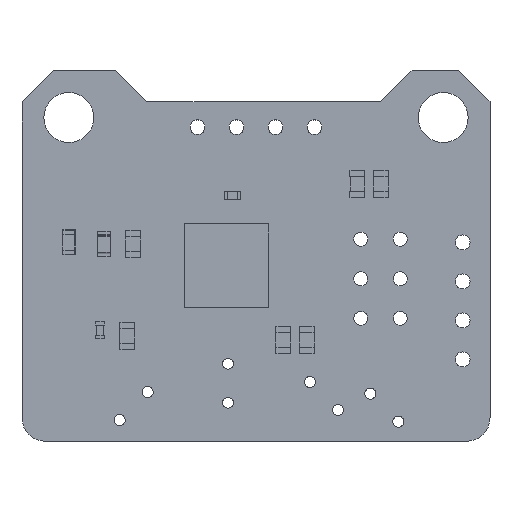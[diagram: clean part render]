
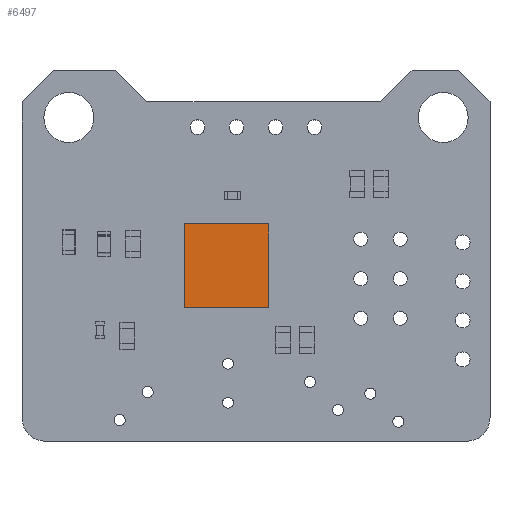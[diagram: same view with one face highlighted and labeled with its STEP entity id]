
A CAD part, top view. The second image highlights one B-rep face of the part: STEP entity #6497.
In plain terms, the highlighted planar face has unit normal (0, 0, 1).
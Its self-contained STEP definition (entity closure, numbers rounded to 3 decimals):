
#6183 = VERTEX_POINT('',#6184);
#6184 = CARTESIAN_POINT('',(-2.7,2.675,2.11));
#6191 = PLANE('',#6192);
#6192 = AXIS2_PLACEMENT_3D('',#6193,#6194,#6195);
#6193 = CARTESIAN_POINT('',(-2.7,2.675,0.));
#6194 = DIRECTION('',(1.,0.,0.));
#6195 = DIRECTION('',(0.,-1.,0.));
#6203 = PLANE('',#6204);
#6204 = AXIS2_PLACEMENT_3D('',#6205,#6206,#6207);
#6205 = CARTESIAN_POINT('',(2.7,2.675,0.));
#6206 = DIRECTION('',(0.,-1.,0.));
#6207 = DIRECTION('',(-1.,0.,0.));
#6215 = EDGE_CURVE('',#6183,#6216,#6218,.T.);
#6216 = VERTEX_POINT('',#6217);
#6217 = CARTESIAN_POINT('',(-2.7,-2.675,2.11));
#6218 = SURFACE_CURVE('',#6219,(#6223,#6230),.PCURVE_S1.);
#6219 = LINE('',#6220,#6221);
#6220 = CARTESIAN_POINT('',(-2.7,2.675,2.11));
#6221 = VECTOR('',#6222,1.);
#6222 = DIRECTION('',(0.,-1.,0.));
#6223 = PCURVE('',#6191,#6224);
#6224 = DEFINITIONAL_REPRESENTATION('',(#6225),#6229);
#6225 = LINE('',#6226,#6227);
#6226 = CARTESIAN_POINT('',(0.,-2.11));
#6227 = VECTOR('',#6228,1.);
#6228 = DIRECTION('',(1.,0.));
#6229 = ( GEOMETRIC_REPRESENTATION_CONTEXT(2) 
PARAMETRIC_REPRESENTATION_CONTEXT() REPRESENTATION_CONTEXT('2D SPACE',''
  ) );
#6230 = PCURVE('',#6231,#6236);
#6231 = PLANE('',#6232);
#6232 = AXIS2_PLACEMENT_3D('',#6233,#6234,#6235);
#6233 = CARTESIAN_POINT('',(-2.7,2.675,2.11));
#6234 = DIRECTION('',(0.,0.,-1.));
#6235 = DIRECTION('',(-1.,0.,0.));
#6236 = DEFINITIONAL_REPRESENTATION('',(#6237),#6241);
#6237 = LINE('',#6238,#6239);
#6238 = CARTESIAN_POINT('',(0.,0.));
#6239 = VECTOR('',#6240,1.);
#6240 = DIRECTION('',(0.,-1.));
#6241 = ( GEOMETRIC_REPRESENTATION_CONTEXT(2) 
PARAMETRIC_REPRESENTATION_CONTEXT() REPRESENTATION_CONTEXT('2D SPACE',''
  ) );
#6259 = PLANE('',#6260);
#6260 = AXIS2_PLACEMENT_3D('',#6261,#6262,#6263);
#6261 = CARTESIAN_POINT('',(-2.7,-2.675,0.));
#6262 = DIRECTION('',(0.,1.,0.));
#6263 = DIRECTION('',(1.,0.,0.));
#6301 = EDGE_CURVE('',#6216,#6302,#6304,.T.);
#6302 = VERTEX_POINT('',#6303);
#6303 = CARTESIAN_POINT('',(2.7,-2.675,2.11));
#6304 = SURFACE_CURVE('',#6305,(#6309,#6316),.PCURVE_S1.);
#6305 = LINE('',#6306,#6307);
#6306 = CARTESIAN_POINT('',(-2.7,-2.675,2.11));
#6307 = VECTOR('',#6308,1.);
#6308 = DIRECTION('',(1.,0.,0.));
#6309 = PCURVE('',#6259,#6310);
#6310 = DEFINITIONAL_REPRESENTATION('',(#6311),#6315);
#6311 = LINE('',#6312,#6313);
#6312 = CARTESIAN_POINT('',(0.,-2.11));
#6313 = VECTOR('',#6314,1.);
#6314 = DIRECTION('',(1.,0.));
#6315 = ( GEOMETRIC_REPRESENTATION_CONTEXT(2) 
PARAMETRIC_REPRESENTATION_CONTEXT() REPRESENTATION_CONTEXT('2D SPACE',''
  ) );
#6316 = PCURVE('',#6231,#6317);
#6317 = DEFINITIONAL_REPRESENTATION('',(#6318),#6322);
#6318 = LINE('',#6319,#6320);
#6319 = CARTESIAN_POINT('',(0.,-5.35));
#6320 = VECTOR('',#6321,1.);
#6321 = DIRECTION('',(-1.,0.));
#6322 = ( GEOMETRIC_REPRESENTATION_CONTEXT(2) 
PARAMETRIC_REPRESENTATION_CONTEXT() REPRESENTATION_CONTEXT('2D SPACE',''
  ) );
#6340 = PLANE('',#6341);
#6341 = AXIS2_PLACEMENT_3D('',#6342,#6343,#6344);
#6342 = CARTESIAN_POINT('',(2.7,-2.675,0.));
#6343 = DIRECTION('',(-1.,0.,0.));
#6344 = DIRECTION('',(0.,1.,0.));
#6377 = EDGE_CURVE('',#6302,#6378,#6380,.T.);
#6378 = VERTEX_POINT('',#6379);
#6379 = CARTESIAN_POINT('',(2.7,2.675,2.11));
#6380 = SURFACE_CURVE('',#6381,(#6385,#6392),.PCURVE_S1.);
#6381 = LINE('',#6382,#6383);
#6382 = CARTESIAN_POINT('',(2.7,-2.675,2.11));
#6383 = VECTOR('',#6384,1.);
#6384 = DIRECTION('',(0.,1.,0.));
#6385 = PCURVE('',#6340,#6386);
#6386 = DEFINITIONAL_REPRESENTATION('',(#6387),#6391);
#6387 = LINE('',#6388,#6389);
#6388 = CARTESIAN_POINT('',(0.,-2.11));
#6389 = VECTOR('',#6390,1.);
#6390 = DIRECTION('',(1.,0.));
#6391 = ( GEOMETRIC_REPRESENTATION_CONTEXT(2) 
PARAMETRIC_REPRESENTATION_CONTEXT() REPRESENTATION_CONTEXT('2D SPACE',''
  ) );
#6392 = PCURVE('',#6231,#6393);
#6393 = DEFINITIONAL_REPRESENTATION('',(#6394),#6398);
#6394 = LINE('',#6395,#6396);
#6395 = CARTESIAN_POINT('',(-5.4,-5.35));
#6396 = VECTOR('',#6397,1.);
#6397 = DIRECTION('',(0.,1.));
#6398 = ( GEOMETRIC_REPRESENTATION_CONTEXT(2) 
PARAMETRIC_REPRESENTATION_CONTEXT() REPRESENTATION_CONTEXT('2D SPACE',''
  ) );
#6448 = EDGE_CURVE('',#6378,#6183,#6449,.T.);
#6449 = SURFACE_CURVE('',#6450,(#6454,#6461),.PCURVE_S1.);
#6450 = LINE('',#6451,#6452);
#6451 = CARTESIAN_POINT('',(2.7,2.675,2.11));
#6452 = VECTOR('',#6453,1.);
#6453 = DIRECTION('',(-1.,0.,0.));
#6454 = PCURVE('',#6203,#6455);
#6455 = DEFINITIONAL_REPRESENTATION('',(#6456),#6460);
#6456 = LINE('',#6457,#6458);
#6457 = CARTESIAN_POINT('',(0.,-2.11));
#6458 = VECTOR('',#6459,1.);
#6459 = DIRECTION('',(1.,0.));
#6460 = ( GEOMETRIC_REPRESENTATION_CONTEXT(2) 
PARAMETRIC_REPRESENTATION_CONTEXT() REPRESENTATION_CONTEXT('2D SPACE',''
  ) );
#6461 = PCURVE('',#6231,#6462);
#6462 = DEFINITIONAL_REPRESENTATION('',(#6463),#6467);
#6463 = LINE('',#6464,#6465);
#6464 = CARTESIAN_POINT('',(-5.4,0.));
#6465 = VECTOR('',#6466,1.);
#6466 = DIRECTION('',(1.,0.));
#6467 = ( GEOMETRIC_REPRESENTATION_CONTEXT(2) 
PARAMETRIC_REPRESENTATION_CONTEXT() REPRESENTATION_CONTEXT('2D SPACE',''
  ) );
#6497 = ADVANCED_FACE('',(#6498),#6231,.F.);
#6498 = FACE_BOUND('',#6499,.T.);
#6499 = EDGE_LOOP('',(#6500,#6501,#6502,#6503));
#6500 = ORIENTED_EDGE('',*,*,#6215,.T.);
#6501 = ORIENTED_EDGE('',*,*,#6301,.T.);
#6502 = ORIENTED_EDGE('',*,*,#6377,.T.);
#6503 = ORIENTED_EDGE('',*,*,#6448,.T.);
